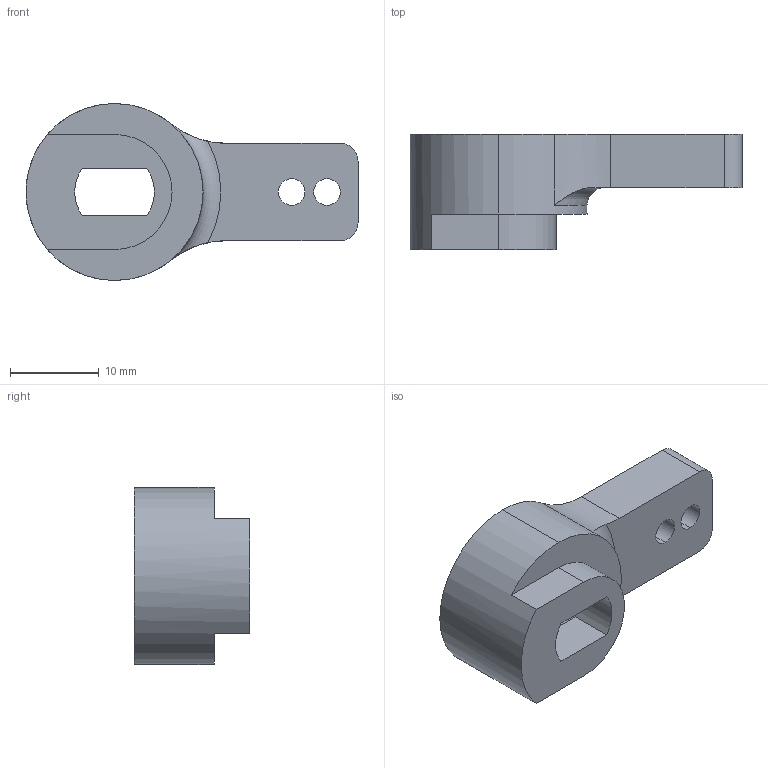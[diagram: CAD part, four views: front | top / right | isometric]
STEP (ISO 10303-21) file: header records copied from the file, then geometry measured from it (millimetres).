
FILE_DESCRIPTION (( 'STEP AP214' ), '1' );
FILE_NAME ('servo_arm_valve_interface.STEP', '2021-07-23T19:56:12', ( '' ), ( '' ), 'SwSTEP 2.0', 'SolidWorks 2020', '' );
FILE_SCHEMA (( 'AUTOMOTIVE_DESIGN' ));
Length unit declared in the file: millimetre
Products named in the file (1): servo_arm_valve_interface
Bounding box: 37.5 x 13 x 20 mm (x, y, z)
Volume: 2639 mm3; surface area: 2517.9 mm2
Topology: 1 solids, 1 shells, 38 faces, 105 edges, 69 vertices
Faces by surface type: cylinder 20, plane 17, torus 1
Entity records: 1290 total; most frequent: CARTESIAN_POINT 229, DIRECTION 228, ORIENTED_EDGE 210, EDGE_CURVE 105, AXIS2_PLACEMENT_3D 86, VERTEX_POINT 69, LINE 56, VECTOR 56
